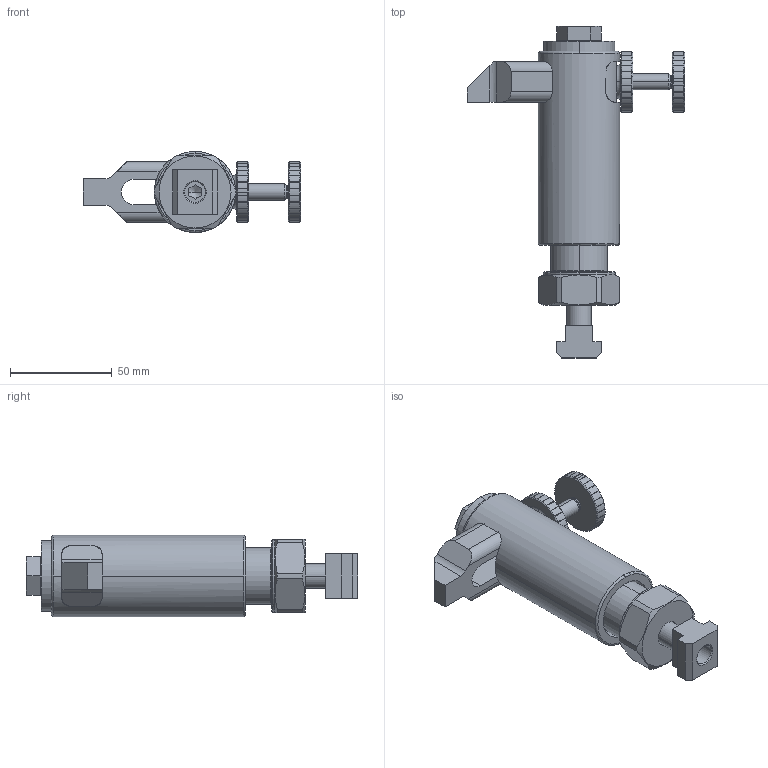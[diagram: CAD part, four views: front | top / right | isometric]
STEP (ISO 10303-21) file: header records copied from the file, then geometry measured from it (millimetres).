
FILE_DESCRIPTION(('STEP AP214'),'1');
FILE_NAME('HALDERN_EH_23310_0087.stp','2020-02-28T09:43:17',('TraceParts'),('TraceParts S.A.'),'Spatial InterOp 3D',' ',' ');
FILE_SCHEMA(('AUTOMOTIVE_DESIGN { 1 0 10303 214 1 1 1 1 }'));
Length unit declared in the file: millimetre
Products named in the file (1): HALDERN_EH_23310_0087_1
Bounding box: 107 x 163.5 x 40 mm (x, y, z)
Volume: 170401 mm3; surface area: 58051.5 mm2
Topology: 9 solids, 9 shells, 486 faces, 1106 edges, 641 vertices
Faces by surface type: plane 291, cylinder 119, cone 58, torus 18
Entity records: 17609 total; most frequent: CARTESIAN_POINT 2564, DIRECTION 2479, ORIENTED_EDGE 2208, EDGE_CURVE 1104, AXIS2_PLACEMENT_3D 936, VERTEX_POINT 641, LINE 607, VECTOR 607
